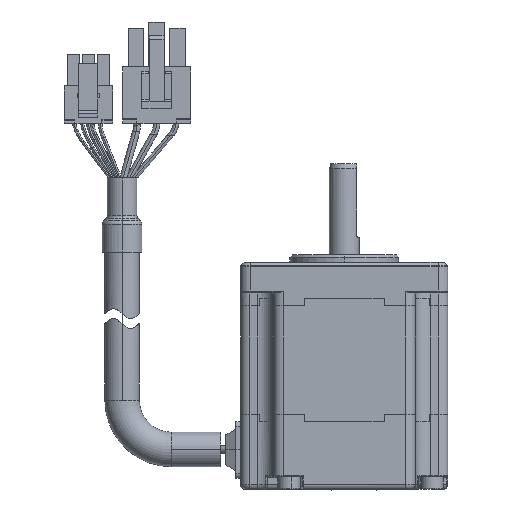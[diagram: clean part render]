
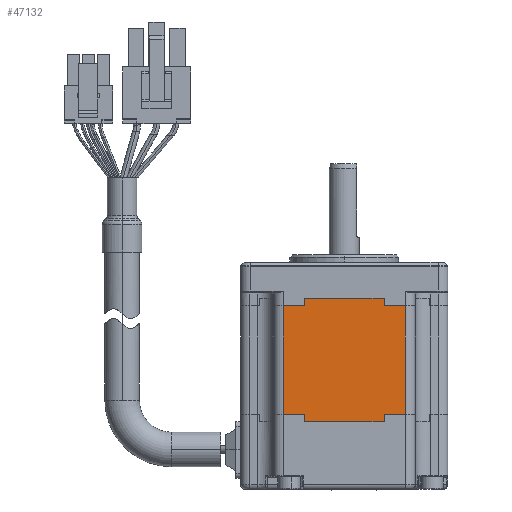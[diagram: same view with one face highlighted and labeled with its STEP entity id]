
A CAD part, left-side view. The second image highlights one B-rep face of the part: STEP entity #47132.
In plain terms, the highlighted planar face has unit normal (-1, 0, 0).
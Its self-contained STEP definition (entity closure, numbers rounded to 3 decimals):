
#47126 = VERTEX_POINT ( 'NONE', #58736 ) ;
#47132 = ADVANCED_FACE ( 'NONE', ( #58735 ), #58729, .T. ) ;
#47134 = EDGE_LOOP ( 'NONE', ( #47135, #47255, #47258, #47262, #47268, #47274, #47226, #47231, #47237, #47243, #47250, #47357 ) ) ;
#47135 = ORIENTED_EDGE ( 'NONE', *, *, #47290, .F. ) ;
#47226 = ORIENTED_EDGE ( 'NONE', *, *, #47227, .T. ) ;
#47227 = EDGE_CURVE ( 'NONE', #47278, #47230, #58814, .T. ) ;
#47230 = VERTEX_POINT ( 'NONE', #58810 ) ;
#47231 = ORIENTED_EDGE ( 'NONE', *, *, #47233, .T. ) ;
#47233 = EDGE_CURVE ( 'NONE', #47230, #47235, #58809, .T. ) ;
#47235 = VERTEX_POINT ( 'NONE', #58872 ) ;
#47237 = ORIENTED_EDGE ( 'NONE', *, *, #47239, .T. ) ;
#47239 = EDGE_CURVE ( 'NONE', #47235, #47241, #58871, .T. ) ;
#47241 = VERTEX_POINT ( 'NONE', #58867 ) ;
#47243 = ORIENTED_EDGE ( 'NONE', *, *, #47245, .F. ) ;
#47245 = EDGE_CURVE ( 'NONE', #47248, #47241, #58866, .T. ) ;
#47248 = VERTEX_POINT ( 'NONE', #58862 ) ;
#47250 = ORIENTED_EDGE ( 'NONE', *, *, #47252, .T. ) ;
#47252 = EDGE_CURVE ( 'NONE', #47248, #47254, #58861, .T. ) ;
#47254 = VERTEX_POINT ( 'NONE', #58857 ) ;
#47255 = ORIENTED_EDGE ( 'NONE', *, *, #47256, .T. ) ;
#47256 = EDGE_CURVE ( 'NONE', #47288, #47257, #58856, .T. ) ;
#47257 = VERTEX_POINT ( 'NONE', #58852 ) ;
#47258 = ORIENTED_EDGE ( 'NONE', *, *, #47260, .F. ) ;
#47260 = EDGE_CURVE ( 'NONE', #47261, #47257, #58851, .T. ) ;
#47261 = VERTEX_POINT ( 'NONE', #58847 ) ;
#47262 = ORIENTED_EDGE ( 'NONE', *, *, #47264, .T. ) ;
#47264 = EDGE_CURVE ( 'NONE', #47261, #47266, #58846, .T. ) ;
#47266 = VERTEX_POINT ( 'NONE', #58842 ) ;
#47268 = ORIENTED_EDGE ( 'NONE', *, *, #47270, .F. ) ;
#47270 = EDGE_CURVE ( 'NONE', #47272, #47266, #58841, .T. ) ;
#47272 = VERTEX_POINT ( 'NONE', #58901 ) ;
#47274 = ORIENTED_EDGE ( 'NONE', *, *, #47276, .T. ) ;
#47276 = EDGE_CURVE ( 'NONE', #47272, #47278, #58899, .T. ) ;
#47278 = VERTEX_POINT ( 'NONE', #58895 ) ;
#47288 = VERTEX_POINT ( 'NONE', #58888 ) ;
#47290 = EDGE_CURVE ( 'NONE', #47288, #47126, #58887, .T. ) ;
#47357 = ORIENTED_EDGE ( 'NONE', *, *, #47359, .T. ) ;
#47359 = EDGE_CURVE ( 'NONE', #47254, #47126, #59006, .T. ) ;
#58724 = DIRECTION ( 'NONE',  ( 0., 0., 1. ) ) ;
#58725 = DIRECTION ( 'NONE',  ( -1., 0., 0. ) ) ;
#58726 = CARTESIAN_POINT ( 'NONE',  ( -21., 12.351, -12.5 ) ) ;
#58728 = AXIS2_PLACEMENT_3D ( 'NONE', #58726, #58725, #58724 ) ;
#58729 = PLANE ( 'NONE',  #58728 ) ;
#58735 = FACE_OUTER_BOUND ( 'NONE', #47134, .T. ) ;
#58736 = CARTESIAN_POINT ( 'NONE',  ( -21., 12.351, 11. ) ) ;
#58806 = DIRECTION ( 'NONE',  ( 0., 1., 0. ) ) ;
#58807 = VECTOR ( 'NONE', #58806, 1000. ) ;
#58808 = CARTESIAN_POINT ( 'NONE',  ( -21., 12.351, 11. ) ) ;
#58809 = LINE ( 'NONE', #58808, #58807 ) ;
#58810 = CARTESIAN_POINT ( 'NONE',  ( -21., -12.351, 11. ) ) ;
#58811 = DIRECTION ( 'NONE',  ( 0., 0., 1. ) ) ;
#58812 = VECTOR ( 'NONE', #58811, 1000. ) ;
#58813 = CARTESIAN_POINT ( 'NONE',  ( -21., -12.351, -12.5 ) ) ;
#58814 = LINE ( 'NONE', #58813, #58812 ) ;
#58841 = LINE ( 'NONE', #58904, #58903 ) ;
#58842 = CARTESIAN_POINT ( 'NONE',  ( -21., -8.078, -12.5 ) ) ;
#58843 = DIRECTION ( 'NONE',  ( 0., -1., 0. ) ) ;
#58844 = VECTOR ( 'NONE', #58843, 1000. ) ;
#58845 = CARTESIAN_POINT ( 'NONE',  ( -21., 12.351, -12.5 ) ) ;
#58846 = LINE ( 'NONE', #58845, #58844 ) ;
#58847 = CARTESIAN_POINT ( 'NONE',  ( -21., 8.078, -12.5 ) ) ;
#58848 = DIRECTION ( 'NONE',  ( 0., 0., 1. ) ) ;
#58849 = VECTOR ( 'NONE', #58848, 1000. ) ;
#58850 = CARTESIAN_POINT ( 'NONE',  ( -21., 8.078, -11. ) ) ;
#58851 = LINE ( 'NONE', #58850, #58849 ) ;
#58852 = CARTESIAN_POINT ( 'NONE',  ( -21., 8.078, -11. ) ) ;
#58853 = DIRECTION ( 'NONE',  ( 0., -1., 0. ) ) ;
#58854 = VECTOR ( 'NONE', #58853, 1000. ) ;
#58855 = CARTESIAN_POINT ( 'NONE',  ( -21., 12.351, -11. ) ) ;
#58856 = LINE ( 'NONE', #58855, #58854 ) ;
#58857 = CARTESIAN_POINT ( 'NONE',  ( -21., 8.078, 11. ) ) ;
#58858 = DIRECTION ( 'NONE',  ( 0., 0., -1. ) ) ;
#58859 = VECTOR ( 'NONE', #58858, 1000. ) ;
#58860 = CARTESIAN_POINT ( 'NONE',  ( -21., 8.078, 11. ) ) ;
#58861 = LINE ( 'NONE', #58860, #58859 ) ;
#58862 = CARTESIAN_POINT ( 'NONE',  ( -21., 8.078, 12.5 ) ) ;
#58863 = DIRECTION ( 'NONE',  ( 0., -1., 0. ) ) ;
#58864 = VECTOR ( 'NONE', #58863, 1000. ) ;
#58865 = CARTESIAN_POINT ( 'NONE',  ( -21., 12.351, 12.5 ) ) ;
#58866 = LINE ( 'NONE', #58865, #58864 ) ;
#58867 = CARTESIAN_POINT ( 'NONE',  ( -21., -8.078, 12.5 ) ) ;
#58868 = DIRECTION ( 'NONE',  ( 0., 0., 1. ) ) ;
#58869 = VECTOR ( 'NONE', #58868, 1000. ) ;
#58870 = CARTESIAN_POINT ( 'NONE',  ( -21., -8.078, 11. ) ) ;
#58871 = LINE ( 'NONE', #58870, #58869 ) ;
#58872 = CARTESIAN_POINT ( 'NONE',  ( -21., -8.078, 11. ) ) ;
#58884 = DIRECTION ( 'NONE',  ( 0., 0., 1. ) ) ;
#58885 = VECTOR ( 'NONE', #58884, 1000. ) ;
#58886 = CARTESIAN_POINT ( 'NONE',  ( -21., 12.351, -12.5 ) ) ;
#58887 = LINE ( 'NONE', #58886, #58885 ) ;
#58888 = CARTESIAN_POINT ( 'NONE',  ( -21., 12.351, -11. ) ) ;
#58895 = CARTESIAN_POINT ( 'NONE',  ( -21., -12.351, -11. ) ) ;
#58896 = DIRECTION ( 'NONE',  ( 0., -1., 0. ) ) ;
#58897 = VECTOR ( 'NONE', #58896, 1000. ) ;
#58898 = CARTESIAN_POINT ( 'NONE',  ( -21., 12.351, -11. ) ) ;
#58899 = LINE ( 'NONE', #58898, #58897 ) ;
#58901 = CARTESIAN_POINT ( 'NONE',  ( -21., -8.078, -11. ) ) ;
#58902 = DIRECTION ( 'NONE',  ( 0., 0., -1. ) ) ;
#58903 = VECTOR ( 'NONE', #58902, 1000. ) ;
#58904 = CARTESIAN_POINT ( 'NONE',  ( -21., -8.078, -11. ) ) ;
#59003 = DIRECTION ( 'NONE',  ( 0., 1., 0. ) ) ;
#59004 = VECTOR ( 'NONE', #59003, 1000. ) ;
#59005 = CARTESIAN_POINT ( 'NONE',  ( -21., 12.351, 11. ) ) ;
#59006 = LINE ( 'NONE', #59005, #59004 ) ;
